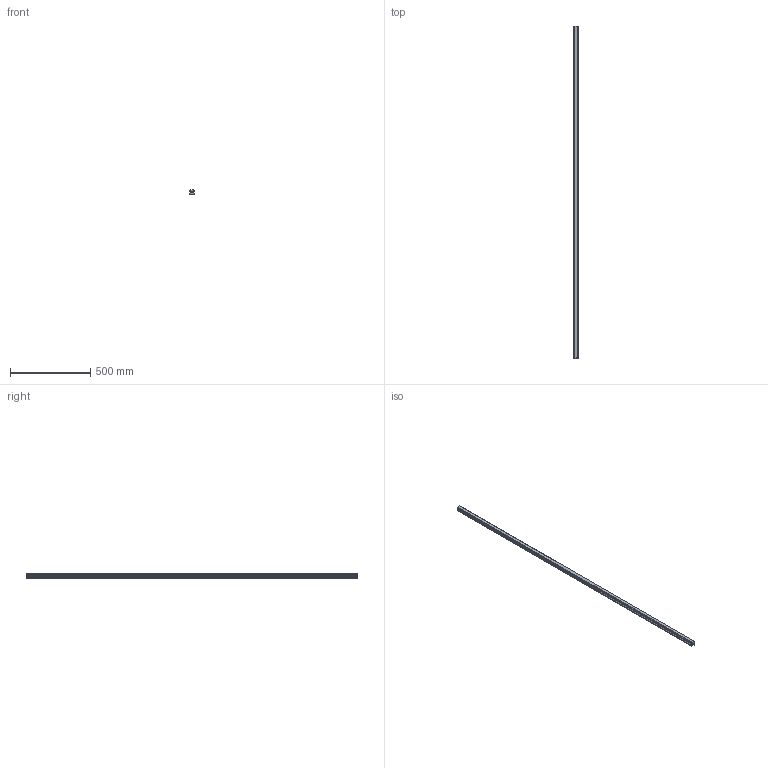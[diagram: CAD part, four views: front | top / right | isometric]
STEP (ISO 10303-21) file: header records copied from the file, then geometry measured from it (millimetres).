
FILE_DESCRIPTION(('STEP AP214'),'1');
FILE_NAME('cctmp_A365224C-1838-483F-8312-705D7D0A2C71_2021_01_26_14_56_35_0480..stp','2021-01-26T13:56:35',('HIWIN GmbH'),('CADClick - www.CADClick.com'),'Spatial InterOp 3D',' ','unknown authorization');
FILE_SCHEMA(('AUTOMOTIVE_DESIGN'));
Length unit declared in the file: millimetre
Products named in the file (1): HGR30T2070C_FILE
Bounding box: 28 x 2070 x 26 mm (x, y, z)
Volume: 1255659.6 mm3; surface area: 238547.4 mm2
Topology: 1 solids, 1 shells, 219 faces, 587 edges, 348 vertices
Faces by surface type: plane 93, cylinder 74, cone 52
Entity records: 8185 total; most frequent: DIRECTION 1123, CARTESIAN_POINT 1103, ORIENTED_EDGE 1070, EDGE_CURVE 535, LINE 387, VECTOR 387, AXIS2_PLACEMENT_3D 368, VERTEX_POINT 348
